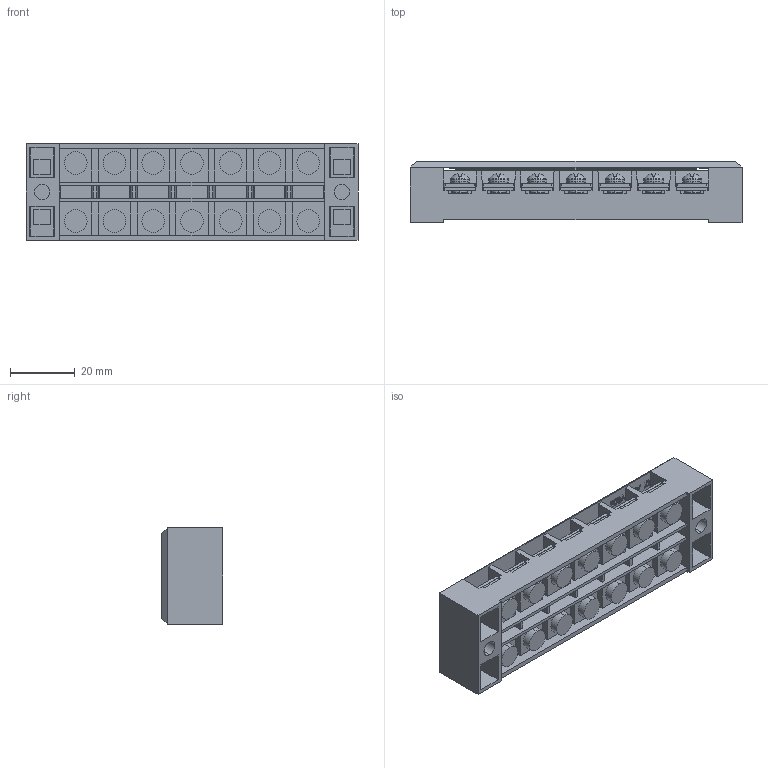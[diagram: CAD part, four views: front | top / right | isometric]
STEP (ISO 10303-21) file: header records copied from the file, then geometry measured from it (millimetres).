
FILE_DESCRIPTION (( 'STEP AP214' ), '1' );
FILE_NAME ('WEIDU TB25XX, 7.STEP', '2019-08-17T01:42:06', ( '' ), ( '' ), 'SwSTEP 2.0', 'SolidWorks 2018', '' );
FILE_SCHEMA (( 'AUTOMOTIVE_DESIGN' ));
Length unit declared in the file: millimetre
Products named in the file (6): COVER, WEIDU TB25XX_7; TERMINAL PLATE, WEIDU TB25XX; CONDUCTING STRIP, WEIDU TB25XX; BLOCK, WEIDU TB25XX_7; WEIDU TB25XX, 7; PBHS, M4X8, WEIDU TB25XX_default
Assembly tree (37 placements, depth 2):
  WEIDU TB25XX, 7
    BLOCK, WEIDU TB25XX_7
    CONDUCTING STRIP, WEIDU TB25XX  x7
    TERMINAL PLATE, WEIDU TB25XX  x14
    COVER, WEIDU TB25XX_7
    PBHS, M4X8, WEIDU TB25XX_default  x14
Bounding box: 102.8 x 19 x 30 mm (x, y, z)
Volume: 30472 mm3; surface area: 38706.8 mm2
Topology: 37 solids, 37 shells, 1627 faces, 4228 edges, 2730 vertices
Faces by surface type: plane 917, cylinder 300, bspline 152, cone 124, torus 80, sphere 54
Entity records: 35564 total; most frequent: CARTESIAN_POINT 13754, ORIENTED_EDGE 4674, DIRECTION 3976, EDGE_CURVE 2337, VECTOR 1638, LINE 1638, VERTEX_POINT 1507, AXIS2_PLACEMENT_3D 1169
